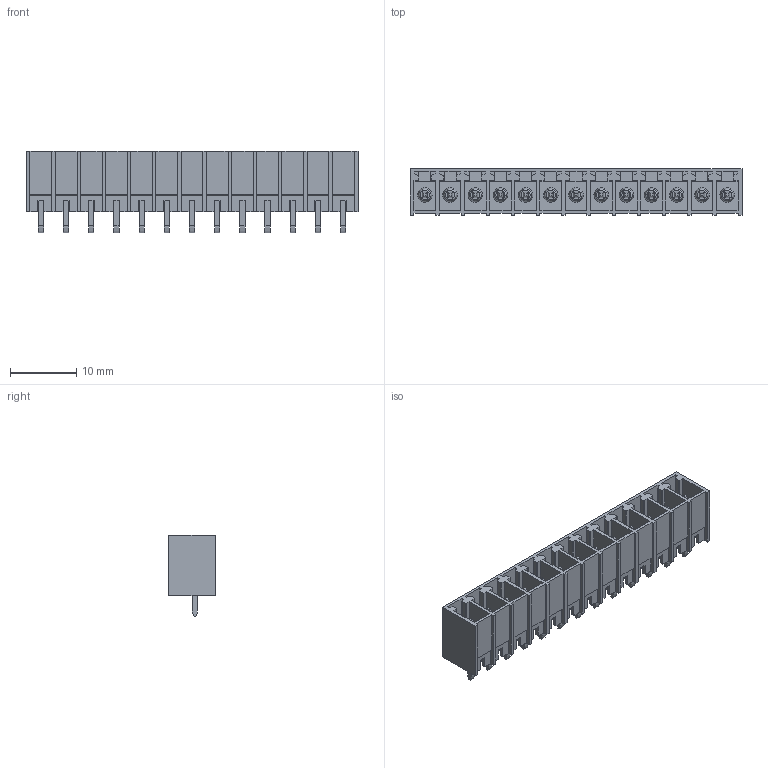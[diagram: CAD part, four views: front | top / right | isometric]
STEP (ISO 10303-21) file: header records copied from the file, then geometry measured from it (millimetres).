
FILE_DESCRIPTION(('CATIA V5 STEP Exchange','CAx-IF Rec.Pracs.--- Model Styling and Organization---1.2---2011-12-15'),'2;1');
FILE_NAME ('D1457696_0_1863350000_1863350000.stp','2018-10-13T04:07:12+00:00',('none'),('Weidmueller'),'CATIA Version 5-6 Release 2014','CATIA V5 STEP AP214','none');
FILE_SCHEMA(('AUTOMOTIVE_DESIGN { 1 0 10303 214 1 1 1 1 }'));
Length unit declared in the file: millimetre
Products named in the file (1): 1863350000
Bounding box: 50.22 x 7.07 x 12.4 mm (x, y, z)
Volume: 1249.7 mm3; surface area: 4714.7 mm2
Topology: 14 solids, 14 shells, 875 faces, 2498 edges, 1690 vertices
Faces by surface type: plane 695, cylinder 128, torus 26, cone 26
Entity records: 26086 total; most frequent: ORIENTED_EDGE 4996, CARTESIAN_POINT 4854, DIRECTION 3360, EDGE_CURVE 2498, VECTOR 2138, LINE 2138, VERTEX_POINT 1690, EDGE_LOOP 940
